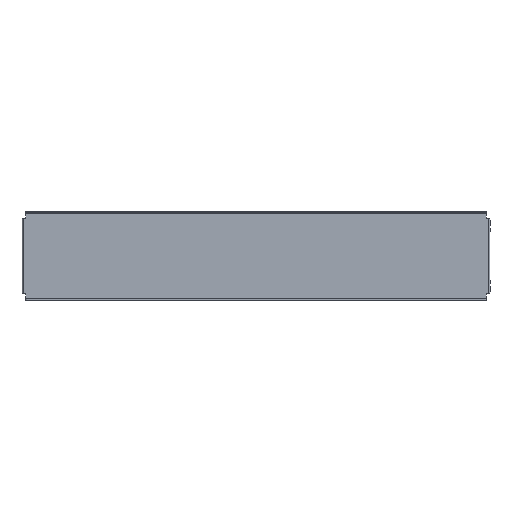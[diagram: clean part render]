
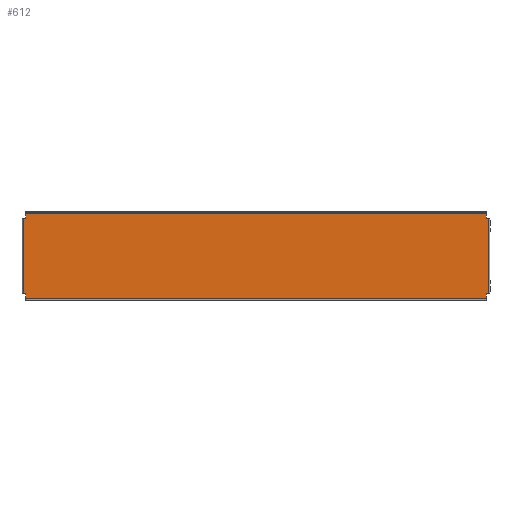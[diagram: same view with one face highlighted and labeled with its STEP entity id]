
A CAD part, top view. The second image highlights one B-rep face of the part: STEP entity #612.
In plain terms, the highlighted planar face has unit normal (0, 0, 1).
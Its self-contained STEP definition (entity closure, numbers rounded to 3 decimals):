
#283 = AXIS2_PLACEMENT_3D ( 'NONE', #1809, #1817, #1818 ) ;
#421 = EDGE_CURVE ( 'NONE', #2443, #2713, #1058, .T. ) ;
#422 = EDGE_CURVE ( 'NONE', #2443, #2367, #1054, .T. ) ;
#423 = EDGE_CURVE ( 'NONE', #2367, #2329, #1060, .T. ) ;
#424 = EDGE_CURVE ( 'NONE', #2329, #2291, #1064, .T. ) ;
#425 = EDGE_CURVE ( 'NONE', #2815, #2291, #1066, .T. ) ;
#426 = EDGE_CURVE ( 'NONE', #2815, #2216, #1068, .T. ) ;
#427 = EDGE_CURVE ( 'NONE', #2405, #2216, #1070, .T. ) ;
#428 = EDGE_CURVE ( 'NONE', #2405, #2673, #1062, .T. ) ;
#429 = EDGE_CURVE ( 'NONE', #2673, #2635, #1074, .T. ) ;
#430 = EDGE_CURVE ( 'NONE', #2635, #2597, #1076, .T. ) ;
#431 = EDGE_CURVE ( 'NONE', #2178, #2597, #1078, .T. ) ;
#432 = EDGE_CURVE ( 'NONE', #2178, #2713, #1072, .T. ) ;
#612 = ADVANCED_FACE ( 'NONE', ( #1276 ), #1814, .T. ) ;
#678 = EDGE_LOOP ( 'NONE', ( #2552, #2514, #2474, #2436, #2705, #2802, #2795, #2794, #2398, #2360, #2322, #2284 ) ) ;
#1054 = LINE ( 'NONE', #1521, #1063 ) ;
#1058 = LINE ( 'NONE', #1525, #1061 ) ;
#1060 = LINE ( 'NONE', #1520, #1065 ) ;
#1061 = VECTOR ( 'NONE', #1527, 1000. ) ;
#1062 = LINE ( 'NONE', #1526, #1075 ) ;
#1063 = VECTOR ( 'NONE', #1528, 1000. ) ;
#1064 = LINE ( 'NONE', #1531, #1067 ) ;
#1065 = VECTOR ( 'NONE', #1530, 1000. ) ;
#1066 = LINE ( 'NONE', #1533, #1069 ) ;
#1067 = VECTOR ( 'NONE', #1532, 1000. ) ;
#1068 = LINE ( 'NONE', #1535, #1071 ) ;
#1069 = VECTOR ( 'NONE', #1534, 1000. ) ;
#1070 = LINE ( 'NONE', #1537, #1073 ) ;
#1071 = VECTOR ( 'NONE', #1536, 1000. ) ;
#1072 = LINE ( 'NONE', #1529, #1083 ) ;
#1073 = VECTOR ( 'NONE', #1539, 1000. ) ;
#1074 = LINE ( 'NONE', #1541, #1077 ) ;
#1075 = VECTOR ( 'NONE', #1540, 1000. ) ;
#1076 = LINE ( 'NONE', #1543, #1079 ) ;
#1077 = VECTOR ( 'NONE', #1542, 1000. ) ;
#1078 = LINE ( 'NONE', #1545, #1081 ) ;
#1079 = VECTOR ( 'NONE', #1544, 1000. ) ;
#1081 = VECTOR ( 'NONE', #1547, 1000. ) ;
#1083 = VECTOR ( 'NONE', #1548, 1000. ) ;
#1276 = FACE_OUTER_BOUND ( 'NONE', #678, .T. ) ;
#1520 = CARTESIAN_POINT ( 'NONE',  ( -447., -72.5, 2. ) ) ;
#1521 = CARTESIAN_POINT ( 'NONE',  ( -446., 72.5, 2. ) ) ;
#1525 = CARTESIAN_POINT ( 'NONE',  ( -447., 72.5, 2. ) ) ;
#1526 = CARTESIAN_POINT ( 'NONE',  ( 446., -72.5, 2. ) ) ;
#1527 = DIRECTION ( 'NONE',  ( 1., 0., 0. ) ) ;
#1528 = DIRECTION ( 'NONE',  ( 0., -1., 0. ) ) ;
#1529 = CARTESIAN_POINT ( 'NONE',  ( -442., 82.5, 2. ) ) ;
#1530 = DIRECTION ( 'NONE',  ( 1., 0., 0. ) ) ;
#1531 = CARTESIAN_POINT ( 'NONE',  ( -442., 82.5, 2. ) ) ;
#1532 = DIRECTION ( 'NONE',  ( 0., -1., 0. ) ) ;
#1533 = CARTESIAN_POINT ( 'NONE',  ( 442., -81.5, 2. ) ) ;
#1534 = DIRECTION ( 'NONE',  ( -1., 0., 0. ) ) ;
#1535 = CARTESIAN_POINT ( 'NONE',  ( 442., 82.5, 2. ) ) ;
#1536 = DIRECTION ( 'NONE',  ( 0., 1., 0. ) ) ;
#1537 = CARTESIAN_POINT ( 'NONE',  ( 447., -72.5, 2. ) ) ;
#1539 = DIRECTION ( 'NONE',  ( -1., 0., 0. ) ) ;
#1540 = DIRECTION ( 'NONE',  ( 0., 1., 0. ) ) ;
#1541 = CARTESIAN_POINT ( 'NONE',  ( 447., 72.5, 2. ) ) ;
#1542 = DIRECTION ( 'NONE',  ( -1., 0., 0. ) ) ;
#1543 = CARTESIAN_POINT ( 'NONE',  ( 442., 82.5, 2. ) ) ;
#1544 = DIRECTION ( 'NONE',  ( 0., 1., 0. ) ) ;
#1545 = CARTESIAN_POINT ( 'NONE',  ( -442., 81.5, 2. ) ) ;
#1547 = DIRECTION ( 'NONE',  ( 1., 0., 0. ) ) ;
#1548 = DIRECTION ( 'NONE',  ( 0., -1., 0. ) ) ;
#1809 = CARTESIAN_POINT ( 'NONE',  ( -442., -82.5, 2. ) ) ;
#1814 = PLANE ( 'NONE',  #283 ) ;
#1817 = DIRECTION ( 'NONE',  ( 0., 0., 1. ) ) ;
#1818 = DIRECTION ( 'NONE',  ( 1., 0., 0. ) ) ;
#1990 = CARTESIAN_POINT ( 'NONE',  ( -442., 81.5, 2. ) ) ;
#1997 = CARTESIAN_POINT ( 'NONE',  ( 442., -72.5, 2. ) ) ;
#2010 = CARTESIAN_POINT ( 'NONE',  ( -442., -81.5, 2. ) ) ;
#2017 = CARTESIAN_POINT ( 'NONE',  ( -442., -72.5, 2. ) ) ;
#2024 = CARTESIAN_POINT ( 'NONE',  ( -446., -72.5, 2. ) ) ;
#2031 = CARTESIAN_POINT ( 'NONE',  ( 446., -72.5, 2. ) ) ;
#2033 = CARTESIAN_POINT ( 'NONE',  ( -446., 72.5, 2. ) ) ;
#2065 = CARTESIAN_POINT ( 'NONE',  ( 442., 81.5, 2. ) ) ;
#2072 = CARTESIAN_POINT ( 'NONE',  ( 442., 72.5, 2. ) ) ;
#2079 = CARTESIAN_POINT ( 'NONE',  ( 446., 72.5, 2. ) ) ;
#2082 = CARTESIAN_POINT ( 'NONE',  ( -442., 72.5, 2. ) ) ;
#2093 = CARTESIAN_POINT ( 'NONE',  ( 442., -81.5, 2. ) ) ;
#2178 = VERTEX_POINT ( 'NONE', #1990 ) ;
#2216 = VERTEX_POINT ( 'NONE', #1997 ) ;
#2284 = ORIENTED_EDGE ( 'NONE', *, *, #432, .T. ) ;
#2291 = VERTEX_POINT ( 'NONE', #2010 ) ;
#2322 = ORIENTED_EDGE ( 'NONE', *, *, #431, .F. ) ;
#2329 = VERTEX_POINT ( 'NONE', #2017 ) ;
#2360 = ORIENTED_EDGE ( 'NONE', *, *, #430, .T. ) ;
#2367 = VERTEX_POINT ( 'NONE', #2024 ) ;
#2398 = ORIENTED_EDGE ( 'NONE', *, *, #429, .T. ) ;
#2405 = VERTEX_POINT ( 'NONE', #2031 ) ;
#2436 = ORIENTED_EDGE ( 'NONE', *, *, #424, .T. ) ;
#2443 = VERTEX_POINT ( 'NONE', #2033 ) ;
#2474 = ORIENTED_EDGE ( 'NONE', *, *, #423, .T. ) ;
#2514 = ORIENTED_EDGE ( 'NONE', *, *, #422, .T. ) ;
#2552 = ORIENTED_EDGE ( 'NONE', *, *, #421, .F. ) ;
#2597 = VERTEX_POINT ( 'NONE', #2065 ) ;
#2635 = VERTEX_POINT ( 'NONE', #2072 ) ;
#2673 = VERTEX_POINT ( 'NONE', #2079 ) ;
#2705 = ORIENTED_EDGE ( 'NONE', *, *, #425, .F. ) ;
#2713 = VERTEX_POINT ( 'NONE', #2082 ) ;
#2794 = ORIENTED_EDGE ( 'NONE', *, *, #428, .T. ) ;
#2795 = ORIENTED_EDGE ( 'NONE', *, *, #427, .F. ) ;
#2802 = ORIENTED_EDGE ( 'NONE', *, *, #426, .T. ) ;
#2815 = VERTEX_POINT ( 'NONE', #2093 ) ;
